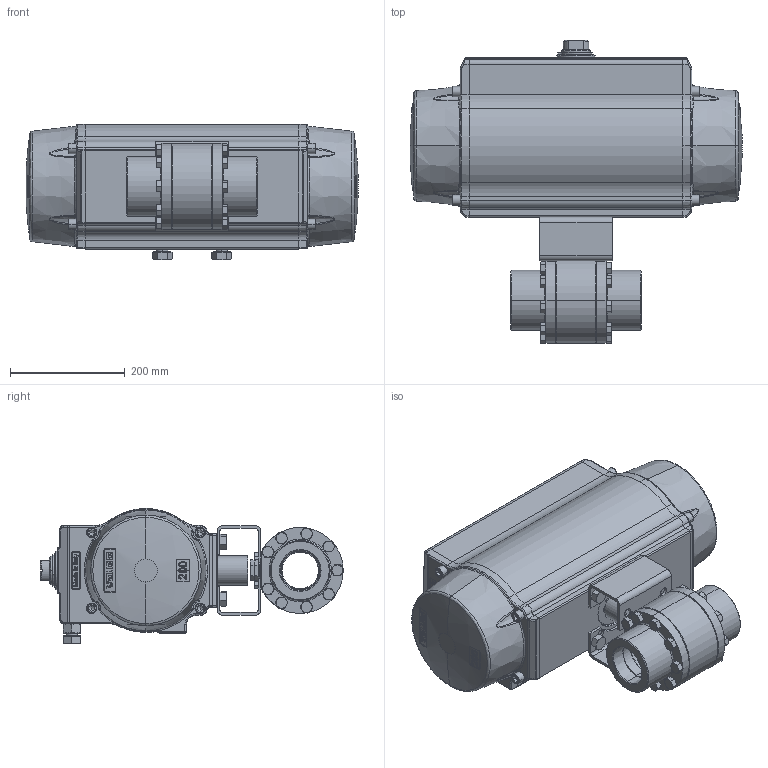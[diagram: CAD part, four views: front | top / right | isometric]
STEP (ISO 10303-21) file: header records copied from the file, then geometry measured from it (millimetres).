
FILE_DESCRIPTION (( 'STEP AP203' ), '1' );
FILE_NAME ('3000F-250-PT_UT-6.STEP', '2017-10-26T13:29:15', ( '' ), ( '' ), 'SwSTEP 2.0', 'SolidWorks 2014', '' );
FILE_SCHEMA (( 'CONFIG_CONTROL_DESIGN' ));
Length unit declared in the file: inch
Products named in the file (1): 3000F-250-PT_UT-6
Bounding box: 578.33 x 528.55 x 235.4 mm (x, y, z)
Surface area: 859369.1 mm2 (no closed solid volume)
Topology: 0 solids, 55 shells, 1363 faces, 4566 edges, 3115 vertices
Faces by surface type: plane 533, bspline 273, cone 271, cylinder 244, sphere 38, torus 4
Entity records: 80562 total; most frequent: CARTESIAN_POINT 45556, ORIENTED_EDGE 7198, DIRECTION 6097, EDGE_CURVE 4528, VERTEX_POINT 3115, AXIS2_PLACEMENT_3D 2206, LINE 1685, VECTOR 1685
